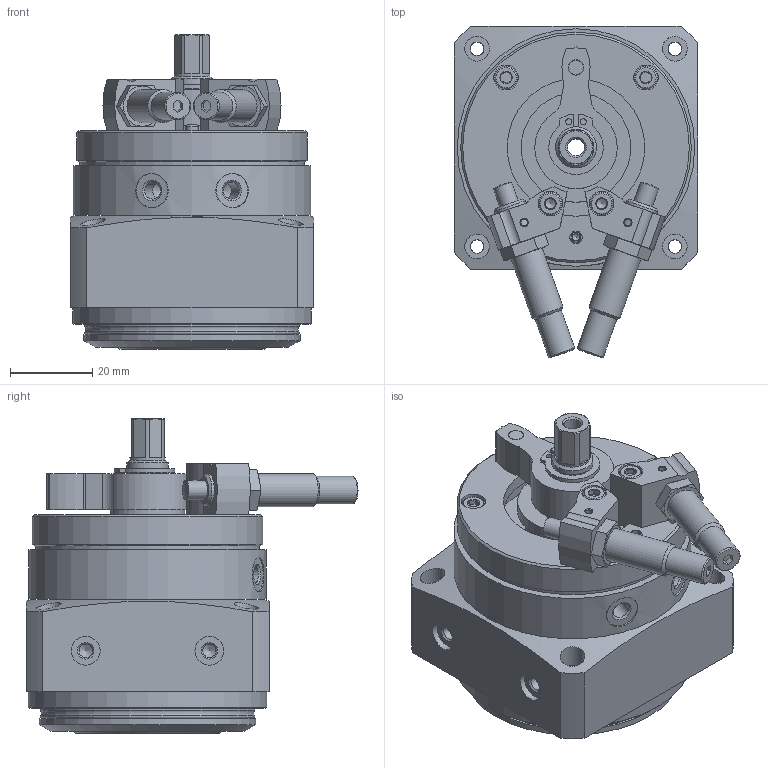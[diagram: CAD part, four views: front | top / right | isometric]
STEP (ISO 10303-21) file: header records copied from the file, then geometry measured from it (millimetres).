
FILE_DESCRIPTION(/* description */ ('STEP AP214'),/* implementation_level */ '2;1');
FILE_NAME(/* name */ '1369122_DSM-12-270-CC-HD-A-B',/* time_stamp */ '2024-08-21T18:13:51+02:00',/* author */ ('License CC BY-ND 4.0'),/* organization */ ('CADENAS'),/* preprocessor_version */ 'ST-DEVELOPER v19.3',/* originating_system */ 'PARTsolutions',/* authorisation */ ' ');
FILE_SCHEMA (('AUTOMOTIVE_DESIGN {1 0 10303 214 3 1 1}'));
Length unit declared in the file: millimetre
Products named in the file (9): 1369122 DSM-12-270-CC-HD-A-B---(0); 1405001 DSM-12-270-HD---(Geh); 342620 DSM-12_NS; 704061 DSM-12-BR---(HZ); 548011 DYSC-5-5-Y1F---(SD_0); DIN-912 - M3x16(F); 367241 Flachmutter M8X1-3-10; 704060 DSM-12-BL---(HZ); 1405001 DSM-12-270-HD---(Kol)
Assembly tree (12 placements, depth 2):
  1369122 DSM-12-270-CC-HD-A-B---(0)
    1405001 DSM-12-270-HD---(Geh)
    342620 DSM-12_NS  x2
    704061 DSM-12-BR---(HZ)
    548011 DYSC-5-5-Y1F---(SD_0)  x2
    DIN-912 - M3x16(F)  x2
    367241 Flachmutter M8X1-3-10  x2
    704060 DSM-12-BL---(HZ)
    1405001 DSM-12-270-HD---(Kol)
Bounding box: 59 x 80.59 x 76.3 mm (x, y, z)
Volume: 141439.7 mm3; surface area: 48589.1 mm2
Topology: 12 solids, 14 shells, 542 faces, 1194 edges, 759 vertices
Faces by surface type: plane 265, cylinder 158, cone 102, torus 15, sphere 2
Full cylindrical faces by diameter (mm): 1.5 x2, 1.567 x2, 2.1 x2, 2.459 x6, 2.5 x2, 3 x3, 3.242 x10, 3.3 x4, 3.6 x2, 3.7 x2, 4.134 x3, 4.7 x4, 5 x4, 5.5 x10, 6 x14, 6.7 x2, 6.917 x4, 7 x6, 8 x2, 8.3 x2, 8.7 x1, 9.6 x1, 10 x2, 12 x3, 15 x2, 18 x1, 23 x1, 26.6 x1, 33.4 x1, 37 x1
Entity records: 13296 total; most frequent: CARTESIAN_POINT 2194, DIRECTION 2087, ORIENTED_EDGE 1598, AXIS2_PLACEMENT_3D 875, EDGE_CURVE 799, FACE_BOUND 773, EDGE_LOOP 761, VERTEX_POINT 624
